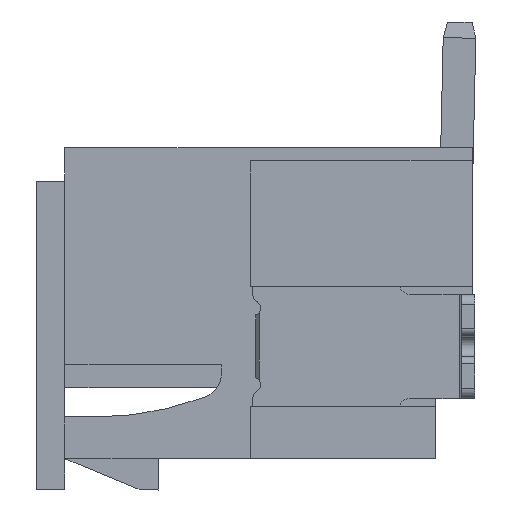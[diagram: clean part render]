
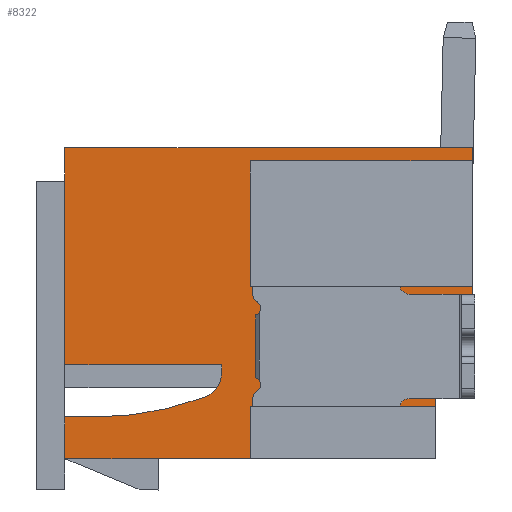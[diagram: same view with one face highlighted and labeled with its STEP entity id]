
A CAD part, left-side view. The second image highlights one B-rep face of the part: STEP entity #8322.
In plain terms, the highlighted planar face has unit normal (-1, 0, 0).
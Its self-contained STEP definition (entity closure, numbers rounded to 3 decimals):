
#1=DIRECTION('',(0.,0.841,-0.541));
#2=VECTOR('',#1,0.832);
#3=CARTESIAN_POINT('',(-23.75,-7.8,2.1));
#4=LINE('',#3,#2);
#5=DIRECTION('',(0.,0.707,-0.707));
#6=VECTOR('',#5,0.212);
#7=CARTESIAN_POINT('',(-23.75,-3.7,0.45));
#8=LINE('',#7,#6);
#9=CARTESIAN_POINT('',(-23.75,-0.6,6.622));
#10=DIRECTION('',(-1.,0.,0.));
#11=DIRECTION('',(0.,0.,-1.));
#12=AXIS2_PLACEMENT_3D('',#9,#10,#11);
#14=DIRECTION('',(0.,-0.94,0.342));
#15=VECTOR('',#14,0.085);
#16=CARTESIAN_POINT('',(-23.75,-2.591,1.151));
#17=LINE('',#16,#15);
#18=CARTESIAN_POINT('',(-23.75,-2.5,1.65));
#19=DIRECTION('',(-1.,0.,0.));
#20=DIRECTION('',(0.,-0.342,-0.94));
#21=AXIS2_PLACEMENT_3D('',#18,#19,#20);
#23=DIRECTION('',(0.,-0.707,-0.707));
#24=VECTOR('',#23,0.212);
#25=CARTESIAN_POINT('',(-23.75,-3.55,4.));
#26=LINE('',#25,#24);
#31=DIRECTION('',(0.,0.,1.));
#32=VECTOR('',#31,1.2);
#33=CARTESIAN_POINT('',(-23.75,-7.8,2.1));
#34=LINE('',#33,#32);
#35=DIRECTION('',(0.,0.,1.));
#36=VECTOR('',#35,0.25);
#37=CARTESIAN_POINT('',(-23.75,-7.8,5.7));
#38=LINE('',#37,#36);
#55=DIRECTION('',(0.,1.,0.));
#56=VECTOR('',#55,1.4);
#57=CARTESIAN_POINT('',(-23.75,-7.8,3.3));
#58=LINE('',#57,#56);
#235=DIRECTION('',(0.,0.,1.));
#236=VECTOR('',#235,0.55);
#237=CARTESIAN_POINT('',(-23.75,-6.4,3.3));
#238=LINE('',#237,#236);
#263=DIRECTION('',(0.,1.,0.));
#264=VECTOR('',#263,2.7);
#265=CARTESIAN_POINT('',(-23.75,-6.4,3.85));
#266=LINE('',#265,#264);
#393=DIRECTION('',(0.,-1.,0.));
#394=VECTOR('',#393,2.7);
#395=CARTESIAN_POINT('',(-23.75,-3.7,0.45));
#396=LINE('',#395,#394);
#421=DIRECTION('',(0.,0.,1.));
#422=VECTOR('',#421,0.55);
#423=CARTESIAN_POINT('',(-23.75,-6.4,0.45));
#424=LINE('',#423,#422);
#449=DIRECTION('',(0.,-1.,0.));
#450=VECTOR('',#449,0.7);
#451=CARTESIAN_POINT('',(-23.75,-6.4,1.));
#452=LINE('',#451,#450);
#675=DIRECTION('',(0.,0.,1.));
#676=VECTOR('',#675,0.65);
#677=CARTESIAN_POINT('',(-23.75,-7.1,1.));
#678=LINE('',#677,#676);
#1389=DIRECTION('',(0.,1.,0.));
#1390=VECTOR('',#1389,7.8);
#1391=CARTESIAN_POINT('',(-23.75,-7.8,5.95));
#1392=LINE('',#1391,#1390);
#1409=DIRECTION('',(0.,0.,-1.));
#1410=VECTOR('',#1409,4.15);
#1411=CARTESIAN_POINT('',(-23.75,0.,5.95));
#1412=LINE('',#1411,#1410);
#2457=DIRECTION('',(0.,1.,0.));
#2458=VECTOR('',#2457,0.6);
#2459=CARTESIAN_POINT('',(-23.75,-0.6,0.8));
#2460=LINE('',#2459,#2458);
#2514=DIRECTION('',(0.,-1.,0.));
#2515=VECTOR('',#2514,3.55);
#2516=CARTESIAN_POINT('',(-23.75,0.,0.));
#2517=LINE('',#2516,#2515);
#2702=DIRECTION('',(0.,0.,-1.));
#2703=VECTOR('',#2702,0.8);
#2704=CARTESIAN_POINT('',(-23.75,0.,0.8));
#2705=LINE('',#2704,#2703);
#2714=DIRECTION('',(0.,0.,1.));
#2715=VECTOR('',#2714,0.3);
#2716=CARTESIAN_POINT('',(-23.75,-3.55,0.));
#2717=LINE('',#2716,#2715);
#3649=DIRECTION('',(0.,-1.,0.));
#3650=VECTOR('',#3649,3.);
#3651=CARTESIAN_POINT('',(-23.75,0.,1.8));
#3652=LINE('',#3651,#3650);
#3653=DIRECTION('',(0.,0.,-1.));
#3654=VECTOR('',#3653,0.15);
#3655=CARTESIAN_POINT('',(-23.75,-3.,1.8));
#3656=LINE('',#3655,#3654);
#6279=DIRECTION('',(0.,0.,1.));
#6280=VECTOR('',#6279,1.7);
#6281=CARTESIAN_POINT('',(-23.75,-3.55,4.));
#6282=LINE('',#6281,#6280);
#6311=DIRECTION('',(0.,-1.,0.));
#6312=VECTOR('',#6311,4.25);
#6313=CARTESIAN_POINT('',(-23.75,-3.55,5.7));
#6314=LINE('',#6313,#6312);
#6327=CARTESIAN_POINT('',(-23.75,-7.8,2.1));
#6328=CARTESIAN_POINT('',(-23.75,-7.1,1.65));
#6329=VERTEX_POINT('',#6327);
#6330=VERTEX_POINT('',#6328);
#6331=CARTESIAN_POINT('',(-23.75,-7.1,1.));
#6332=VERTEX_POINT('',#6331);
#6333=CARTESIAN_POINT('',(-23.75,-6.4,1.));
#6334=VERTEX_POINT('',#6333);
#6335=CARTESIAN_POINT('',(-23.75,-3.7,0.45));
#6336=CARTESIAN_POINT('',(-23.75,-6.4,0.45));
#6337=VERTEX_POINT('',#6335);
#6338=VERTEX_POINT('',#6336);
#6339=CARTESIAN_POINT('',(-23.75,-3.55,0.));
#6340=CARTESIAN_POINT('',(-23.75,-3.55,0.3));
#6341=VERTEX_POINT('',#6339);
#6342=VERTEX_POINT('',#6340);
#6343=CARTESIAN_POINT('',(-23.75,0.,0.));
#6344=VERTEX_POINT('',#6343);
#6345=CARTESIAN_POINT('',(-23.75,0.,0.8));
#6346=VERTEX_POINT('',#6345);
#6347=CARTESIAN_POINT('',(-23.75,-0.6,0.8));
#6348=VERTEX_POINT('',#6347);
#6349=CARTESIAN_POINT('',(-23.75,-2.591,1.151));
#6350=VERTEX_POINT('',#6349);
#6351=CARTESIAN_POINT('',(-23.75,-2.671,1.18));
#6352=VERTEX_POINT('',#6351);
#6353=CARTESIAN_POINT('',(-23.75,-3.,1.65));
#6354=VERTEX_POINT('',#6353);
#6355=CARTESIAN_POINT('',(-23.75,-3.,1.8));
#6356=VERTEX_POINT('',#6355);
#6357=CARTESIAN_POINT('',(-23.75,0.,1.8));
#6358=VERTEX_POINT('',#6357);
#6359=CARTESIAN_POINT('',(-23.75,0.,5.95));
#6360=VERTEX_POINT('',#6359);
#6361=CARTESIAN_POINT('',(-23.75,-7.8,5.95));
#6362=VERTEX_POINT('',#6361);
#6363=CARTESIAN_POINT('',(-23.75,-3.55,5.7));
#6364=CARTESIAN_POINT('',(-23.75,-7.8,5.7));
#6365=VERTEX_POINT('',#6363);
#6366=VERTEX_POINT('',#6364);
#6367=CARTESIAN_POINT('',(-23.75,-3.55,4.));
#6368=VERTEX_POINT('',#6367);
#6369=CARTESIAN_POINT('',(-23.75,-7.8,3.3));
#6370=VERTEX_POINT('',#6369);
#7173=CARTESIAN_POINT('',(-23.75,-6.4,3.3));
#7174=VERTEX_POINT('',#7173);
#7189=CARTESIAN_POINT('',(-23.75,-6.4,3.85));
#7190=VERTEX_POINT('',#7189);
#7195=CARTESIAN_POINT('',(-23.75,-3.7,3.85));
#7196=VERTEX_POINT('',#7195);
#8265=CARTESIAN_POINT('',(-23.75,-3.9,2.975));
#8266=DIRECTION('',(1.,0.,0.));
#8267=DIRECTION('',(0.,0.,1.));
#8268=AXIS2_PLACEMENT_3D('',#8265,#8266,#8267);
#8269=PLANE('',#8268);
#8271=ORIENTED_EDGE('',*,*,#8270,.T.);
#8273=ORIENTED_EDGE('',*,*,#8272,.F.);
#8275=ORIENTED_EDGE('',*,*,#8274,.F.);
#8277=ORIENTED_EDGE('',*,*,#8276,.F.);
#8279=ORIENTED_EDGE('',*,*,#8278,.F.);
#8281=ORIENTED_EDGE('',*,*,#8280,.T.);
#8283=ORIENTED_EDGE('',*,*,#8282,.F.);
#8285=ORIENTED_EDGE('',*,*,#8284,.F.);
#8287=ORIENTED_EDGE('',*,*,#8286,.F.);
#8289=ORIENTED_EDGE('',*,*,#8288,.F.);
#8291=ORIENTED_EDGE('',*,*,#8290,.T.);
#8293=ORIENTED_EDGE('',*,*,#8292,.T.);
#8295=ORIENTED_EDGE('',*,*,#8294,.T.);
#8297=ORIENTED_EDGE('',*,*,#8296,.F.);
#8299=ORIENTED_EDGE('',*,*,#8298,.F.);
#8301=ORIENTED_EDGE('',*,*,#8300,.F.);
#8303=ORIENTED_EDGE('',*,*,#8302,.F.);
#8305=ORIENTED_EDGE('',*,*,#8304,.F.);
#8307=ORIENTED_EDGE('',*,*,#8306,.F.);
#8309=ORIENTED_EDGE('',*,*,#8308,.F.);
#8311=ORIENTED_EDGE('',*,*,#8310,.T.);
#8313=ORIENTED_EDGE('',*,*,#8312,.F.);
#8315=ORIENTED_EDGE('',*,*,#8314,.F.);
#8317=ORIENTED_EDGE('',*,*,#8316,.F.);
#8319=ORIENTED_EDGE('',*,*,#8318,.F.);
#8320=EDGE_LOOP('',(#8271,#8273,#8275,#8277,#8279,#8281,#8283,#8285,#8287,#8289,
#8291,#8293,#8295,#8297,#8299,#8301,#8303,#8305,#8307,#8309,#8311,#8313,#8315,
#8317,#8319));
#8321=FACE_OUTER_BOUND('',#8320,.F.);
#13=CIRCLE('',#12,5.822);
#22=CIRCLE('',#21,0.5);
#8270=EDGE_CURVE('',#6329,#6330,#4,.T.);
#8272=EDGE_CURVE('',#6332,#6330,#678,.T.);
#8274=EDGE_CURVE('',#6334,#6332,#452,.T.);
#8276=EDGE_CURVE('',#6338,#6334,#424,.T.);
#8278=EDGE_CURVE('',#6337,#6338,#396,.T.);
#8280=EDGE_CURVE('',#6337,#6342,#8,.T.);
#8282=EDGE_CURVE('',#6341,#6342,#2717,.T.);
#8284=EDGE_CURVE('',#6344,#6341,#2517,.T.);
#8286=EDGE_CURVE('',#6346,#6344,#2705,.T.);
#8288=EDGE_CURVE('',#6348,#6346,#2460,.T.);
#8290=EDGE_CURVE('',#6348,#6350,#13,.T.);
#8292=EDGE_CURVE('',#6350,#6352,#17,.T.);
#8294=EDGE_CURVE('',#6352,#6354,#22,.T.);
#8296=EDGE_CURVE('',#6356,#6354,#3656,.T.);
#8298=EDGE_CURVE('',#6358,#6356,#3652,.T.);
#8300=EDGE_CURVE('',#6360,#6358,#1412,.T.);
#8302=EDGE_CURVE('',#6362,#6360,#1392,.T.);
#8304=EDGE_CURVE('',#6366,#6362,#38,.T.);
#8306=EDGE_CURVE('',#6365,#6366,#6314,.T.);
#8308=EDGE_CURVE('',#6368,#6365,#6282,.T.);
#8310=EDGE_CURVE('',#6368,#7196,#26,.T.);
#8312=EDGE_CURVE('',#7190,#7196,#266,.T.);
#8314=EDGE_CURVE('',#7174,#7190,#238,.T.);
#8316=EDGE_CURVE('',#6370,#7174,#58,.T.);
#8318=EDGE_CURVE('',#6329,#6370,#34,.T.);
#8322=ADVANCED_FACE('',(#8321),#8269,.F.);
